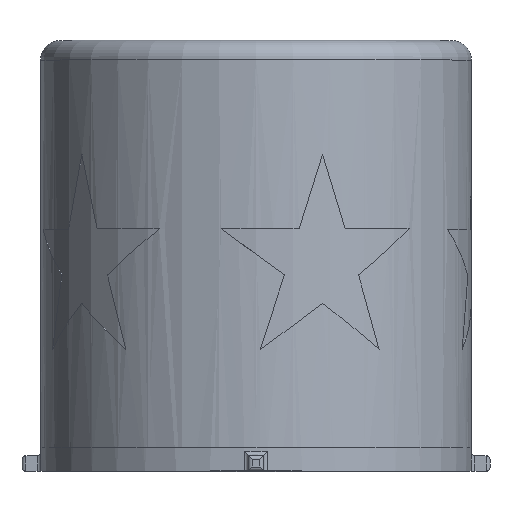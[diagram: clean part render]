
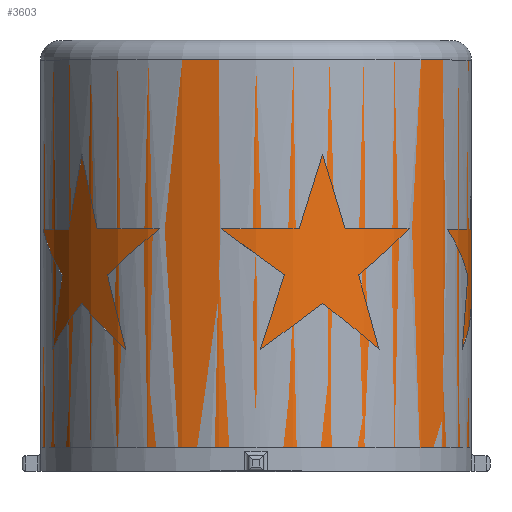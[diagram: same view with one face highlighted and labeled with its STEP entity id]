
A CAD part, top view. The second image highlights one B-rep face of the part: STEP entity #3603.
In plain terms, the highlighted cylindrical face has radius 55 mm (diameter 110 mm), a full revolution.
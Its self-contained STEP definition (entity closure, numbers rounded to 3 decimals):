
#120=CYLINDRICAL_SURFACE('',#3913,55.);
#279=CIRCLE('',#3914,55.);
#280=CIRCLE('',#3915,55.);
#481=FACE_OUTER_BOUND('',#716,.T.);
#716=EDGE_LOOP('',(#3298,#3299,#3300,#3301));
#1005=LINE('',#6936,#1294);
#1294=VECTOR('',#4782,55.);
#1739=VERTEX_POINT('',#6933);
#1740=VERTEX_POINT('',#6935);
#2259=EDGE_CURVE('',#1739,#1739,#279,.T.);
#2260=EDGE_CURVE('',#1739,#1740,#1005,.T.);
#2261=EDGE_CURVE('',#1740,#1740,#280,.T.);
#3298=ORIENTED_EDGE('',*,*,#2259,.T.);
#3299=ORIENTED_EDGE('',*,*,#2260,.T.);
#3300=ORIENTED_EDGE('',*,*,#2261,.T.);
#3301=ORIENTED_EDGE('',*,*,#2260,.F.);
#3603=ADVANCED_FACE('',(#481),#120,.T.);
#3913=AXIS2_PLACEMENT_3D('',#6932,#4778,#4779);
#3914=AXIS2_PLACEMENT_3D('',#6934,#4780,#4781);
#3915=AXIS2_PLACEMENT_3D('',#6937,#4783,#4784);
#4778=DIRECTION('center_axis',(0.,-1.,0.));
#4779=DIRECTION('ref_axis',(1.,0.,0.));
#4780=DIRECTION('center_axis',(0.,1.,0.));
#4781=DIRECTION('ref_axis',(1.,0.,0.));
#4782=DIRECTION('',(0.,1.,0.));
#4783=DIRECTION('center_axis',(0.,-1.,0.));
#4784=DIRECTION('ref_axis',(1.,0.,0.));
#6932=CARTESIAN_POINT('Origin',(0.,155.,0.));
#6933=CARTESIAN_POINT('',(-55.,56.,0.));
#6934=CARTESIAN_POINT('Origin',(0.,56.,0.));
#6935=CARTESIAN_POINT('',(-55.,155.,0.));
#6936=CARTESIAN_POINT('',(-55.,155.,0.));
#6937=CARTESIAN_POINT('Origin',(0.,155.,0.));
